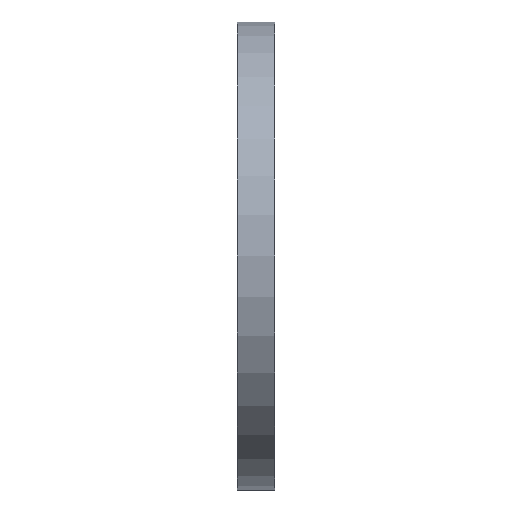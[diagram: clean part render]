
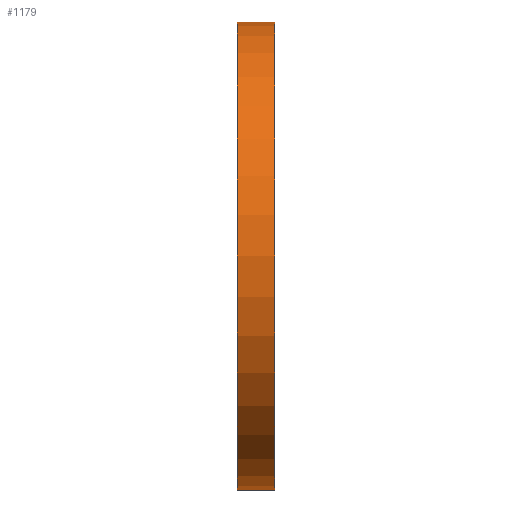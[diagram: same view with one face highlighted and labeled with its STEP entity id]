
A CAD part, left-side view. The second image highlights one B-rep face of the part: STEP entity #1179.
In plain terms, the highlighted cylindrical face has radius 50 mm (diameter 100 mm), a partial arc.
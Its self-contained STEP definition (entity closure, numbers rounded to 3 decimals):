
#491 = EDGE_CURVE ( 'NONE', #8985, #1554, #4751, .T. ) ;
#778 = CARTESIAN_POINT ( 'NONE',  ( 0., 0., 0. ) ) ;
#940 = ORIENTED_EDGE ( 'NONE', *, *, #491, .F. ) ;
#1179 = ADVANCED_FACE ( 'NONE', ( #8820 ), #3277, .T. ) ;
#1442 = ORIENTED_EDGE ( 'NONE', *, *, #12624, .F. ) ;
#1554 = VERTEX_POINT ( 'NONE', #6930 ) ;
#1815 = CARTESIAN_POINT ( 'NONE',  ( 0., 0., -50. ) ) ;
#1827 = DIRECTION ( 'NONE',  ( 0., 1., 0. ) ) ;
#1860 = ORIENTED_EDGE ( 'NONE', *, *, #10515, .T. ) ;
#2270 = VERTEX_POINT ( 'NONE', #5361 ) ;
#2727 = CARTESIAN_POINT ( 'NONE',  ( 0., 8., 50. ) ) ;
#3236 = CARTESIAN_POINT ( 'NONE',  ( 0., 8., -50. ) ) ;
#3277 = CYLINDRICAL_SURFACE ( 'NONE', #9622, 50. ) ;
#3322 = VECTOR ( 'NONE', #9004, 1000. ) ;
#4716 = AXIS2_PLACEMENT_3D ( 'NONE', #778, #1827, #7890 ) ;
#4751 = CIRCLE ( 'NONE', #6134, 50. ) ;
#5361 = CARTESIAN_POINT ( 'NONE',  ( 0., 0., 50. ) ) ;
#6134 = AXIS2_PLACEMENT_3D ( 'NONE', #9238, #7235, #6142 ) ;
#6142 = DIRECTION ( 'NONE',  ( 0., 0., 1. ) ) ;
#6905 = VERTEX_POINT ( 'NONE', #1815 ) ;
#6930 = CARTESIAN_POINT ( 'NONE',  ( 0., 8., 50. ) ) ;
#7235 = DIRECTION ( 'NONE',  ( 0., 1., 0. ) ) ;
#7890 = DIRECTION ( 'NONE',  ( 0., 0., 1. ) ) ;
#7924 = CIRCLE ( 'NONE', #4716, 50. ) ;
#8688 = EDGE_CURVE ( 'NONE', #6905, #2270, #7924, .T. ) ;
#8820 = FACE_OUTER_BOUND ( 'NONE', #12480, .T. ) ;
#8882 = VECTOR ( 'NONE', #10157, 1000. ) ;
#8985 = VERTEX_POINT ( 'NONE', #3236 ) ;
#9004 = DIRECTION ( 'NONE',  ( 0., -1., 0. ) ) ;
#9041 = ORIENTED_EDGE ( 'NONE', *, *, #8688, .T. ) ;
#9238 = CARTESIAN_POINT ( 'NONE',  ( 0., 8., 0. ) ) ;
#9622 = AXIS2_PLACEMENT_3D ( 'NONE', #10219, #13314, #10096 ) ;
#10096 = DIRECTION ( 'NONE',  ( 0., 0., -1. ) ) ;
#10157 = DIRECTION ( 'NONE',  ( 0., -1., 0. ) ) ;
#10219 = CARTESIAN_POINT ( 'NONE',  ( 0., 8., 0. ) ) ;
#10320 = LINE ( 'NONE', #2727, #3322 ) ;
#10515 = EDGE_CURVE ( 'NONE', #8985, #6905, #13054, .T. ) ;
#11895 = CARTESIAN_POINT ( 'NONE',  ( 0., 8., -50. ) ) ;
#12480 = EDGE_LOOP ( 'NONE', ( #1442, #940, #1860, #9041 ) ) ;
#12624 = EDGE_CURVE ( 'NONE', #1554, #2270, #10320, .T. ) ;
#13054 = LINE ( 'NONE', #11895, #8882 ) ;
#13314 = DIRECTION ( 'NONE',  ( 0., -1., 0. ) ) ;
